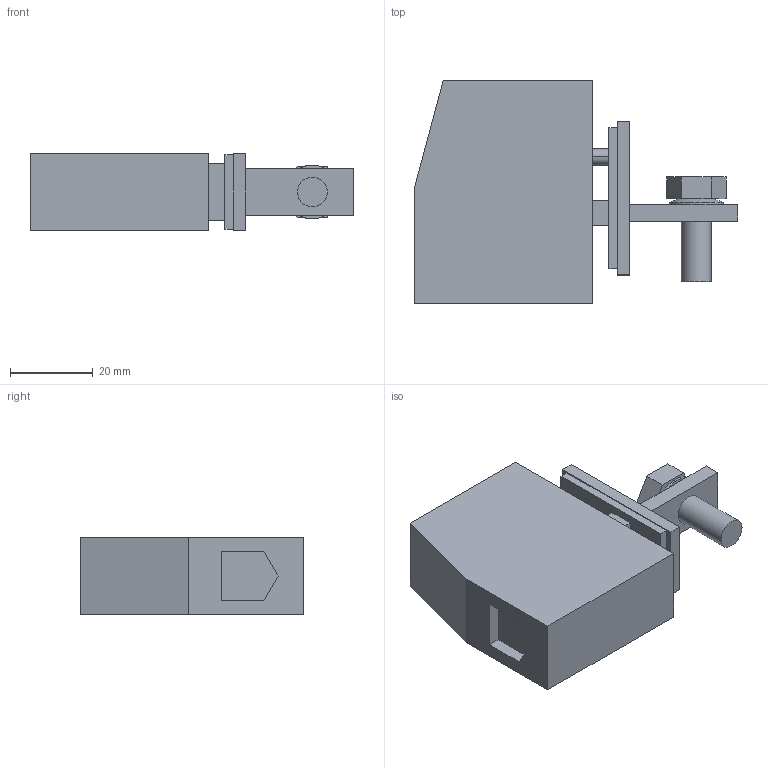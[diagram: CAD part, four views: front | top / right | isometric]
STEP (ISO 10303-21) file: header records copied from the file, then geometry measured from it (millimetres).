
FILE_DESCRIPTION(('SolidDesigner STEP Export'),'2;1');
FILE_NAME('0709123_hdfk_50_vp_select.stp','2008-10-22T13:12:38',(''),(''),'OneSpace Designer STEP processor for AP214 (Solid Model)','OneSpace Designer 14.50 18-Oct-2006 (C) CoCreate Software GmbH','');
FILE_SCHEMA(('AUTOMOTIVE_DESIGN { 1 0 10303 214 1 1 1 1 }'));
Length unit declared in the file: millimetre
Products named in the file (2): 0709123_hdfk_50_vp_select
Assembly tree (1 placements, depth 2):
  0709123_hdfk_50_vp_select
    0709123_hdfk_50_vp_select
Bounding box: 78.1 x 54 x 18.8 mm (x, y, z)
Volume: 47231.1 mm3; surface area: 11910.9 mm2
Topology: 1 solids, 1 shells, 79 faces, 198 edges, 130 vertices
Faces by surface type: plane 61, cylinder 16, cone 2
Entity records: 2746 total; most frequent: ORIENTED_EDGE 396, CARTESIAN_POINT 382, DIRECTION 346, EDGE_CURVE 198, VECTOR 158, LINE 158, VERTEX_POINT 130, AXIS2_PLACEMENT_3D 94
